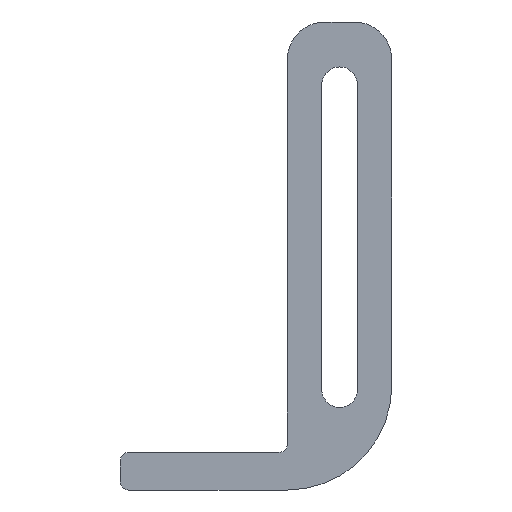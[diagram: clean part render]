
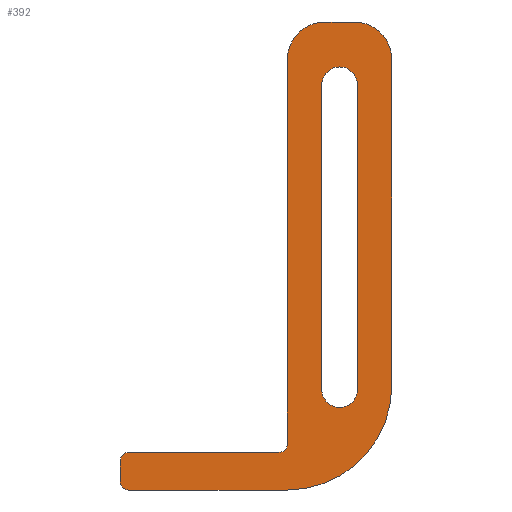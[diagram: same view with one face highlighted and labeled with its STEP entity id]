
A CAD part, front view. The second image highlights one B-rep face of the part: STEP entity #392.
In plain terms, the highlighted planar face has unit normal (0, -1, 0).
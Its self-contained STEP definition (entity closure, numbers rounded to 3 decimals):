
#1 = FACE_OUTER_BOUND ( 'NONE', #26, .T. ) ;
#2 = CARTESIAN_POINT ( 'NONE',  ( 40., 0., 2. ) ) ;
#7 = AXIS2_PLACEMENT_3D ( 'NONE', #468, #460, #369 ) ;
#11 = PLANE ( 'NONE',  #113 ) ;
#26 = EDGE_LOOP ( 'NONE', ( #475, #626, #446, #429, #533, #426, #482, #63, #95, #639, #467, #373 ) ) ;
#31 = AXIS2_PLACEMENT_3D ( 'NONE', #308, #164, #564 ) ;
#36 = CARTESIAN_POINT ( 'NONE',  ( 52.5, 0., 15. ) ) ;
#39 = EDGE_LOOP ( 'NONE', ( #74, #301, #139, #435, #191 ) ) ;
#56 = CARTESIAN_POINT ( 'NONE',  ( 38., 0., 2. ) ) ;
#58 = CARTESIAN_POINT ( 'NONE',  ( 48.25, 0., 15. ) ) ;
#60 = DIRECTION ( 'NONE',  ( 0., 0., -1. ) ) ;
#63 = ORIENTED_EDGE ( 'NONE', *, *, #360, .T. ) ;
#64 = DIRECTION ( 'NONE',  ( 0., 0., 1. ) ) ;
#69 = AXIS2_PLACEMENT_3D ( 'NONE', #251, #542, #60 ) ;
#73 = CARTESIAN_POINT ( 'NONE',  ( 0., 0., -9. ) ) ;
#74 = ORIENTED_EDGE ( 'NONE', *, *, #414, .T. ) ;
#77 = EDGE_CURVE ( 'NONE', #590, #297, #404, .T. ) ;
#88 = VERTEX_POINT ( 'NONE', #205 ) ;
#89 = VERTEX_POINT ( 'NONE', #167 ) ;
#94 = DIRECTION ( 'NONE',  ( 0., 0., -1. ) ) ;
#95 = ORIENTED_EDGE ( 'NONE', *, *, #185, .F. ) ;
#99 = VERTEX_POINT ( 'NONE', #2 ) ;
#106 = DIRECTION ( 'NONE',  ( 0., 1., 0. ) ) ;
#110 = DIRECTION ( 'NONE',  ( 1., 0., 0. ) ) ;
#113 = AXIS2_PLACEMENT_3D ( 'NONE', #214, #207, #411 ) ;
#117 = DIRECTION ( 'NONE',  ( 0., -1., 0. ) ) ;
#121 = CARTESIAN_POINT ( 'NONE',  ( 48.25, 0., 88. ) ) ;
#124 = DIRECTION ( 'NONE',  ( 0., 0., -1. ) ) ;
#126 = EDGE_CURVE ( 'NONE', #541, #330, #437, .T. ) ;
#136 = EDGE_CURVE ( 'NONE', #590, #520, #628, .T. ) ;
#138 = DIRECTION ( 'NONE',  ( 0., -1., 0. ) ) ;
#139 = ORIENTED_EDGE ( 'NONE', *, *, #477, .T. ) ;
#142 = VERTEX_POINT ( 'NONE', #608 ) ;
#144 = VECTOR ( 'NONE', #509, 1000. ) ;
#146 = VECTOR ( 'NONE', #110, 1000. ) ;
#150 = LINE ( 'NONE', #304, #188 ) ;
#152 = LINE ( 'NONE', #456, #551 ) ;
#160 = CARTESIAN_POINT ( 'NONE',  ( 40., 0., 0. ) ) ;
#164 = DIRECTION ( 'NONE',  ( 0., -1., 0. ) ) ;
#167 = CARTESIAN_POINT ( 'NONE',  ( 2., 0., -9. ) ) ;
#185 = EDGE_CURVE ( 'NONE', #280, #88, #510, .T. ) ;
#188 = VECTOR ( 'NONE', #505, 1000. ) ;
#191 = ORIENTED_EDGE ( 'NONE', *, *, #126, .T. ) ;
#195 = EDGE_CURVE ( 'NONE', #280, #579, #317, .T. ) ;
#205 = CARTESIAN_POINT ( 'NONE',  ( 38., 0., 0. ) ) ;
#207 = DIRECTION ( 'NONE',  ( 0., -1., 0. ) ) ;
#214 = CARTESIAN_POINT ( 'NONE',  ( 0., 0., 0. ) ) ;
#216 = DIRECTION ( 'NONE',  ( 0., 0., 1. ) ) ;
#224 = VERTEX_POINT ( 'NONE', #58 ) ;
#225 = EDGE_CURVE ( 'NONE', #455, #89, #379, .T. ) ;
#230 = CIRCLE ( 'NONE', #627, 2. ) ;
#233 = EDGE_CURVE ( 'NONE', #351, #89, #485, .T. ) ;
#239 = CIRCLE ( 'NONE', #303, 9. ) ;
#251 = CARTESIAN_POINT ( 'NONE',  ( 40., 0., 16. ) ) ;
#253 = CARTESIAN_POINT ( 'NONE',  ( 65., 0., 103. ) ) ;
#255 = CARTESIAN_POINT ( 'NONE',  ( 48.25, 0., 88. ) ) ;
#262 = AXIS2_PLACEMENT_3D ( 'NONE', #36, #540, #535 ) ;
#263 = AXIS2_PLACEMENT_3D ( 'NONE', #265, #138, #287 ) ;
#264 = CARTESIAN_POINT ( 'NONE',  ( 56.75, 0., 88. ) ) ;
#265 = CARTESIAN_POINT ( 'NONE',  ( 2., 0., -7. ) ) ;
#266 = CARTESIAN_POINT ( 'NONE',  ( 56., 0., 103. ) ) ;
#280 = VERTEX_POINT ( 'NONE', #339 ) ;
#285 = AXIS2_PLACEMENT_3D ( 'NONE', #521, #465, #64 ) ;
#287 = DIRECTION ( 'NONE',  ( 0., 0., -1. ) ) ;
#291 = EDGE_CURVE ( 'NONE', #442, #393, #549, .T. ) ;
#297 = VERTEX_POINT ( 'NONE', #384 ) ;
#299 = DIRECTION ( 'NONE',  ( 1., 0., 0. ) ) ;
#301 = ORIENTED_EDGE ( 'NONE', *, *, #291, .T. ) ;
#302 = LINE ( 'NONE', #253, #350 ) ;
#303 = AXIS2_PLACEMENT_3D ( 'NONE', #572, #117, #320 ) ;
#304 = CARTESIAN_POINT ( 'NONE',  ( 56.75, 0., 88. ) ) ;
#307 = CARTESIAN_POINT ( 'NONE',  ( 40., 0., -9. ) ) ;
#308 = CARTESIAN_POINT ( 'NONE',  ( 2., 0., -2. ) ) ;
#314 = LINE ( 'NONE', #255, #144 ) ;
#317 = CIRCLE ( 'NONE', #31, 2. ) ;
#320 = DIRECTION ( 'NONE',  ( 0., 0., -1. ) ) ;
#326 = VERTEX_POINT ( 'NONE', #556 ) ;
#330 = VERTEX_POINT ( 'NONE', #264 ) ;
#339 = CARTESIAN_POINT ( 'NONE',  ( 2., 0., 0. ) ) ;
#350 = VECTOR ( 'NONE', #299, 1000. ) ;
#351 = VERTEX_POINT ( 'NONE', #307 ) ;
#355 = AXIS2_PLACEMENT_3D ( 'NONE', #580, #367, #124 ) ;
#360 = EDGE_CURVE ( 'NONE', #99, #88, #230, .T. ) ;
#365 = FACE_BOUND ( 'NONE', #39, .T. ) ;
#367 = DIRECTION ( 'NONE',  ( 0., 1., 0. ) ) ;
#369 = DIRECTION ( 'NONE',  ( 0., 0., -1. ) ) ;
#372 = EDGE_CURVE ( 'NONE', #224, #541, #314, .T. ) ;
#373 = ORIENTED_EDGE ( 'NONE', *, *, #225, .T. ) ;
#377 = CARTESIAN_POINT ( 'NONE',  ( 0., 0., -7. ) ) ;
#379 = CIRCLE ( 'NONE', #263, 2. ) ;
#384 = CARTESIAN_POINT ( 'NONE',  ( 65., 0., 16. ) ) ;
#386 = VECTOR ( 'NONE', #216, 1000. ) ;
#392 = ADVANCED_FACE ( 'NONE', ( #1, #365 ), #11, .T. ) ;
#393 = VERTEX_POINT ( 'NONE', #415 ) ;
#396 = CARTESIAN_POINT ( 'NONE',  ( 65., 0., -9. ) ) ;
#404 = LINE ( 'NONE', #396, #430 ) ;
#411 = DIRECTION ( 'NONE',  ( 0., 0., -1. ) ) ;
#414 = EDGE_CURVE ( 'NONE', #330, #442, #150, .T. ) ;
#415 = CARTESIAN_POINT ( 'NONE',  ( 52.5, 0., 10.75 ) ) ;
#421 = CARTESIAN_POINT ( 'NONE',  ( 0., 0., 0. ) ) ;
#422 = EDGE_CURVE ( 'NONE', #351, #297, #444, .T. ) ;
#426 = ORIENTED_EDGE ( 'NONE', *, *, #529, .T. ) ;
#429 = ORIENTED_EDGE ( 'NONE', *, *, #136, .T. ) ;
#430 = VECTOR ( 'NONE', #94, 1000. ) ;
#435 = ORIENTED_EDGE ( 'NONE', *, *, #372, .T. ) ;
#437 = CIRCLE ( 'NONE', #285, 4.25 ) ;
#442 = VERTEX_POINT ( 'NONE', #470 ) ;
#444 = CIRCLE ( 'NONE', #69, 25. ) ;
#446 = ORIENTED_EDGE ( 'NONE', *, *, #77, .F. ) ;
#455 = VERTEX_POINT ( 'NONE', #377 ) ;
#456 = CARTESIAN_POINT ( 'NONE',  ( 40., 0., 103. ) ) ;
#460 = DIRECTION ( 'NONE',  ( 0., -1., 0. ) ) ;
#461 = DIRECTION ( 'NONE',  ( 0., 0., 1. ) ) ;
#465 = DIRECTION ( 'NONE',  ( 0., 1., 0. ) ) ;
#467 = ORIENTED_EDGE ( 'NONE', *, *, #479, .F. ) ;
#468 = CARTESIAN_POINT ( 'NONE',  ( 56., 0., 94. ) ) ;
#470 = CARTESIAN_POINT ( 'NONE',  ( 56.75, 0., 15. ) ) ;
#475 = ORIENTED_EDGE ( 'NONE', *, *, #233, .F. ) ;
#477 = EDGE_CURVE ( 'NONE', #393, #224, #635, .T. ) ;
#479 = EDGE_CURVE ( 'NONE', #455, #579, #528, .T. ) ;
#482 = ORIENTED_EDGE ( 'NONE', *, *, #641, .F. ) ;
#484 = VECTOR ( 'NONE', #632, 1000. ) ;
#485 = LINE ( 'NONE', #73, #484 ) ;
#505 = DIRECTION ( 'NONE',  ( 0., 0., -1. ) ) ;
#509 = DIRECTION ( 'NONE',  ( 0., 0., 1. ) ) ;
#510 = LINE ( 'NONE', #160, #146 ) ;
#520 = VERTEX_POINT ( 'NONE', #266 ) ;
#521 = CARTESIAN_POINT ( 'NONE',  ( 52.5, 0., 88. ) ) ;
#528 = LINE ( 'NONE', #421, #386 ) ;
#529 = EDGE_CURVE ( 'NONE', #326, #142, #239, .T. ) ;
#533 = ORIENTED_EDGE ( 'NONE', *, *, #613, .F. ) ;
#535 = DIRECTION ( 'NONE',  ( 0., 0., -1. ) ) ;
#540 = DIRECTION ( 'NONE',  ( 0., 1., 0. ) ) ;
#541 = VERTEX_POINT ( 'NONE', #121 ) ;
#542 = DIRECTION ( 'NONE',  ( 0., -1., 0. ) ) ;
#549 = CIRCLE ( 'NONE', #262, 4.25 ) ;
#551 = VECTOR ( 'NONE', #461, 1000. ) ;
#556 = CARTESIAN_POINT ( 'NONE',  ( 49., 0., 103. ) ) ;
#559 = CARTESIAN_POINT ( 'NONE',  ( 0., 0., -2. ) ) ;
#564 = DIRECTION ( 'NONE',  ( 0., 0., -1. ) ) ;
#572 = CARTESIAN_POINT ( 'NONE',  ( 49., 0., 94. ) ) ;
#579 = VERTEX_POINT ( 'NONE', #559 ) ;
#580 = CARTESIAN_POINT ( 'NONE',  ( 52.5, 0., 15. ) ) ;
#590 = VERTEX_POINT ( 'NONE', #645 ) ;
#608 = CARTESIAN_POINT ( 'NONE',  ( 40., 0., 94. ) ) ;
#613 = EDGE_CURVE ( 'NONE', #326, #520, #302, .T. ) ;
#626 = ORIENTED_EDGE ( 'NONE', *, *, #422, .T. ) ;
#627 = AXIS2_PLACEMENT_3D ( 'NONE', #56, #106, #652 ) ;
#628 = CIRCLE ( 'NONE', #7, 9. ) ;
#632 = DIRECTION ( 'NONE',  ( -1., 0., 0. ) ) ;
#635 = CIRCLE ( 'NONE', #355, 4.25 ) ;
#639 = ORIENTED_EDGE ( 'NONE', *, *, #195, .T. ) ;
#641 = EDGE_CURVE ( 'NONE', #99, #142, #152, .T. ) ;
#645 = CARTESIAN_POINT ( 'NONE',  ( 65., 0., 94. ) ) ;
#652 = DIRECTION ( 'NONE',  ( 0., 0., -1. ) ) ;
